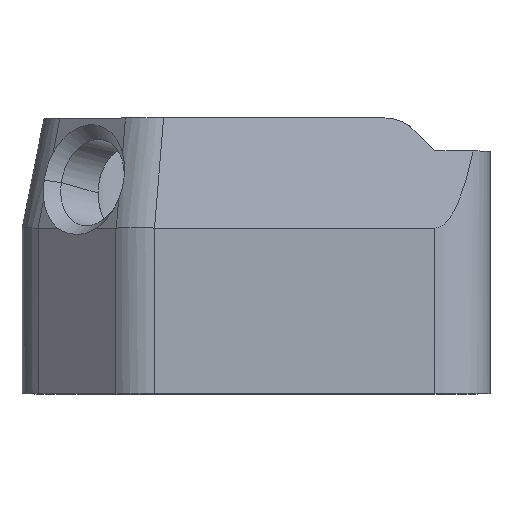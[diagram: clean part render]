
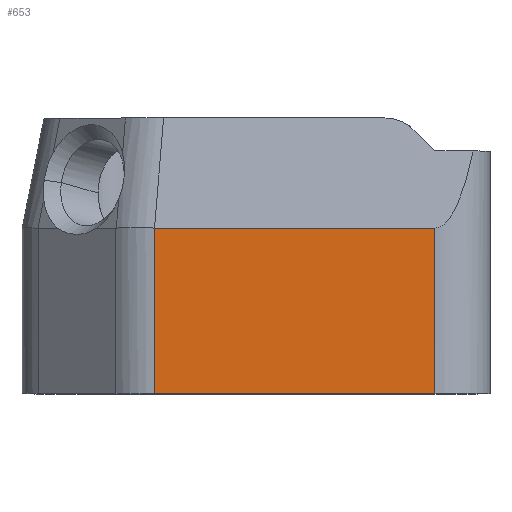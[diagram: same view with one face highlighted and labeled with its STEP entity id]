
A CAD part, top view. The second image highlights one B-rep face of the part: STEP entity #653.
In plain terms, the highlighted planar face has unit normal (0, 0, 1).
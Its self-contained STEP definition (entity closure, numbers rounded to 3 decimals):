
#18 = DIRECTION ( 'NONE',  ( -1., 0., 0. ) ) ;
#80 = CARTESIAN_POINT ( 'NONE',  ( 3.05, 1.5, 4.45 ) ) ;
#171 = CARTESIAN_POINT ( 'NONE',  ( -4.45, -1.5, 4.45 ) ) ;
#176 = VECTOR ( 'NONE', #18, 1000. ) ;
#180 = EDGE_LOOP ( 'NONE', ( #1266, #1731, #1380, #682 ) ) ;
#198 = CARTESIAN_POINT ( 'NONE',  ( -4.45, 1.5, 4.45 ) ) ;
#201 = LINE ( 'NONE', #766, #802 ) ;
#241 = VERTEX_POINT ( 'NONE', #80 ) ;
#280 = CARTESIAN_POINT ( 'NONE',  ( -4.45, 3.5, 4.45 ) ) ;
#436 = CARTESIAN_POINT ( 'NONE',  ( 3.05, 3.5, 4.45 ) ) ;
#445 = DIRECTION ( 'NONE',  ( 0., 0., -1. ) ) ;
#447 = EDGE_CURVE ( 'NONE', #241, #613, #1071, .T. ) ;
#455 = FACE_OUTER_BOUND ( 'NONE', #180, .T. ) ;
#456 = LINE ( 'NONE', #436, #776 ) ;
#567 = VERTEX_POINT ( 'NONE', #951 ) ;
#613 = VERTEX_POINT ( 'NONE', #725 ) ;
#653 = ADVANCED_FACE ( 'NONE', ( #455 ), #1608, .F. ) ;
#682 = ORIENTED_EDGE ( 'NONE', *, *, #1443, .T. ) ;
#725 = CARTESIAN_POINT ( 'NONE',  ( -2.036, 1.5, 4.45 ) ) ;
#734 = DIRECTION ( 'NONE',  ( -1., 0., 0. ) ) ;
#766 = CARTESIAN_POINT ( 'NONE',  ( -2.036, -1.5, 4.45 ) ) ;
#776 = VECTOR ( 'NONE', #1195, 1000. ) ;
#802 = VECTOR ( 'NONE', #1235, 1000. ) ;
#951 = CARTESIAN_POINT ( 'NONE',  ( -2.036, -1.5, 4.45 ) ) ;
#1071 = LINE ( 'NONE', #198, #1580 ) ;
#1195 = DIRECTION ( 'NONE',  ( 0., 1., 0. ) ) ;
#1235 = DIRECTION ( 'NONE',  ( 0., -1., 0. ) ) ;
#1266 = ORIENTED_EDGE ( 'NONE', *, *, #447, .T. ) ;
#1281 = EDGE_CURVE ( 'NONE', #613, #567, #201, .T. ) ;
#1286 = LINE ( 'NONE', #171, #176 ) ;
#1380 = ORIENTED_EDGE ( 'NONE', *, *, #1431, .F. ) ;
#1431 = EDGE_CURVE ( 'NONE', #1738, #567, #1286, .T. ) ;
#1443 = EDGE_CURVE ( 'NONE', #1738, #241, #456, .T. ) ;
#1580 = VECTOR ( 'NONE', #1641, 1000. ) ;
#1608 = PLANE ( 'NONE',  #1785 ) ;
#1641 = DIRECTION ( 'NONE',  ( -1., 0., 0. ) ) ;
#1731 = ORIENTED_EDGE ( 'NONE', *, *, #1281, .T. ) ;
#1734 = CARTESIAN_POINT ( 'NONE',  ( 3.05, -1.5, 4.45 ) ) ;
#1738 = VERTEX_POINT ( 'NONE', #1734 ) ;
#1785 = AXIS2_PLACEMENT_3D ( 'NONE', #280, #445, #734 ) ;
